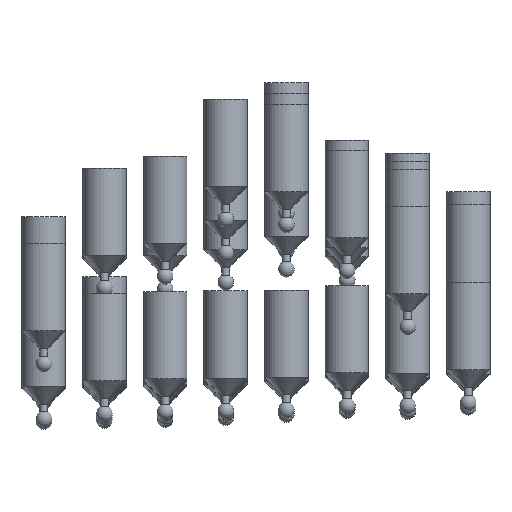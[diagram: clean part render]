
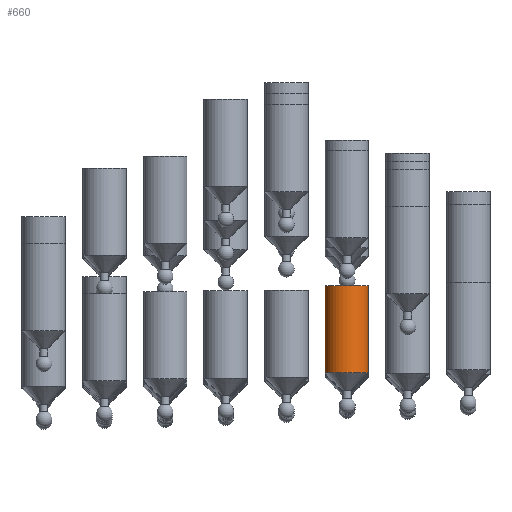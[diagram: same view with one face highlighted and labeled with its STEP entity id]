
A CAD part, left-side view. The second image highlights one B-rep face of the part: STEP entity #660.
In plain terms, the highlighted cylindrical face has radius 4 mm (diameter 8 mm), a full revolution.
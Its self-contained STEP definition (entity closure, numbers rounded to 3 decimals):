
#525 = VERTEX_POINT('',#526);
#526 = CARTESIAN_POINT('',(-51.548,-10.521,
    23.287));
#534 = CONICAL_SURFACE('',#535,4.,0.785);
#535 = AXIS2_PLACEMENT_3D('',#536,#537,#538);
#536 = CARTESIAN_POINT('',(-55.548,-10.521,
    23.287));
#537 = DIRECTION('',(0.,0.,1.));
#538 = DIRECTION('',(1.,0.,0.));
#551 = EDGE_CURVE('',#525,#525,#552,.T.);
#552 = SURFACE_CURVE('',#553,(#558,#565),.PCURVE_S1.);
#553 = CIRCLE('',#554,4.);
#554 = AXIS2_PLACEMENT_3D('',#555,#556,#557);
#555 = CARTESIAN_POINT('',(-55.548,-10.521,
    23.287));
#556 = DIRECTION('',(0.,0.,1.));
#557 = DIRECTION('',(1.,0.,0.));
#558 = PCURVE('',#534,#559);
#559 = DEFINITIONAL_REPRESENTATION('',(#560),#564);
#560 = LINE('',#561,#562);
#561 = CARTESIAN_POINT('',(0.,-0.));
#562 = VECTOR('',#563,1.);
#563 = DIRECTION('',(1.,-0.));
#564 = ( GEOMETRIC_REPRESENTATION_CONTEXT(2) 
PARAMETRIC_REPRESENTATION_CONTEXT() REPRESENTATION_CONTEXT('2D SPACE',''
  ) );
#565 = PCURVE('',#566,#571);
#566 = CYLINDRICAL_SURFACE('',#567,4.);
#567 = AXIS2_PLACEMENT_3D('',#568,#569,#570);
#568 = CARTESIAN_POINT('',(-55.548,-10.521,
    23.287));
#569 = DIRECTION('',(0.,0.,1.));
#570 = DIRECTION('',(1.,0.,0.));
#571 = DEFINITIONAL_REPRESENTATION('',(#572),#576);
#572 = LINE('',#573,#574);
#573 = CARTESIAN_POINT('',(0.,0.));
#574 = VECTOR('',#575,1.);
#575 = DIRECTION('',(1.,0.));
#576 = ( GEOMETRIC_REPRESENTATION_CONTEXT(2) 
PARAMETRIC_REPRESENTATION_CONTEXT() REPRESENTATION_CONTEXT('2D SPACE',''
  ) );
#660 = ADVANCED_FACE('',(#661),#566,.T.);
#661 = FACE_BOUND('',#662,.T.);
#662 = EDGE_LOOP('',(#663,#692,#713,#714));
#663 = ORIENTED_EDGE('',*,*,#664,.F.);
#664 = EDGE_CURVE('',#665,#665,#667,.T.);
#665 = VERTEX_POINT('',#666);
#666 = CARTESIAN_POINT('',(-51.548,-10.521,
    39.287));
#667 = SURFACE_CURVE('',#668,(#673,#680),.PCURVE_S1.);
#668 = CIRCLE('',#669,4.);
#669 = AXIS2_PLACEMENT_3D('',#670,#671,#672);
#670 = CARTESIAN_POINT('',(-55.548,-10.521,
    39.287));
#671 = DIRECTION('',(0.,0.,1.));
#672 = DIRECTION('',(1.,0.,0.));
#673 = PCURVE('',#566,#674);
#674 = DEFINITIONAL_REPRESENTATION('',(#675),#679);
#675 = LINE('',#676,#677);
#676 = CARTESIAN_POINT('',(0.,16.));
#677 = VECTOR('',#678,1.);
#678 = DIRECTION('',(1.,0.));
#679 = ( GEOMETRIC_REPRESENTATION_CONTEXT(2) 
PARAMETRIC_REPRESENTATION_CONTEXT() REPRESENTATION_CONTEXT('2D SPACE',''
  ) );
#680 = PCURVE('',#681,#686);
#681 = PLANE('',#682);
#682 = AXIS2_PLACEMENT_3D('',#683,#684,#685);
#683 = CARTESIAN_POINT('',(-55.548,-10.521,
    39.287));
#684 = DIRECTION('',(0.,0.,1.));
#685 = DIRECTION('',(1.,0.,0.));
#686 = DEFINITIONAL_REPRESENTATION('',(#687),#691);
#687 = CIRCLE('',#688,4.);
#688 = AXIS2_PLACEMENT_2D('',#689,#690);
#689 = CARTESIAN_POINT('',(0.,0.));
#690 = DIRECTION('',(1.,0.));
#691 = ( GEOMETRIC_REPRESENTATION_CONTEXT(2) 
PARAMETRIC_REPRESENTATION_CONTEXT() REPRESENTATION_CONTEXT('2D SPACE',''
  ) );
#692 = ORIENTED_EDGE('',*,*,#693,.F.);
#693 = EDGE_CURVE('',#525,#665,#694,.T.);
#694 = SEAM_CURVE('',#695,(#699,#706),.PCURVE_S1.);
#695 = LINE('',#696,#697);
#696 = CARTESIAN_POINT('',(-51.548,-10.521,
    23.287));
#697 = VECTOR('',#698,1.);
#698 = DIRECTION('',(0.,0.,1.));
#699 = PCURVE('',#566,#700);
#700 = DEFINITIONAL_REPRESENTATION('',(#701),#705);
#701 = LINE('',#702,#703);
#702 = CARTESIAN_POINT('',(6.283,-0.));
#703 = VECTOR('',#704,1.);
#704 = DIRECTION('',(0.,1.));
#705 = ( GEOMETRIC_REPRESENTATION_CONTEXT(2) 
PARAMETRIC_REPRESENTATION_CONTEXT() REPRESENTATION_CONTEXT('2D SPACE',''
  ) );
#706 = PCURVE('',#566,#707);
#707 = DEFINITIONAL_REPRESENTATION('',(#708),#712);
#708 = LINE('',#709,#710);
#709 = CARTESIAN_POINT('',(0.,-0.));
#710 = VECTOR('',#711,1.);
#711 = DIRECTION('',(0.,1.));
#712 = ( GEOMETRIC_REPRESENTATION_CONTEXT(2) 
PARAMETRIC_REPRESENTATION_CONTEXT() REPRESENTATION_CONTEXT('2D SPACE',''
  ) );
#713 = ORIENTED_EDGE('',*,*,#551,.T.);
#714 = ORIENTED_EDGE('',*,*,#693,.T.);
